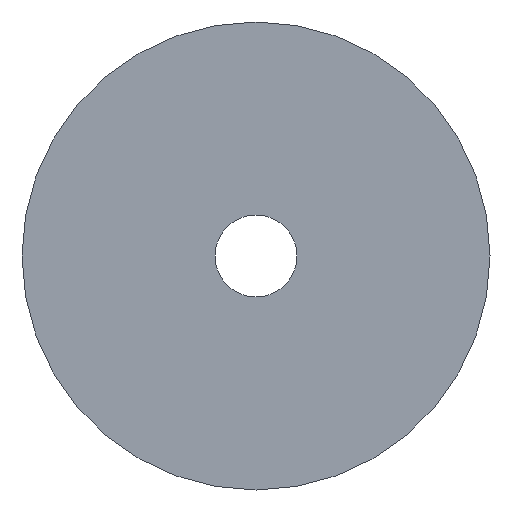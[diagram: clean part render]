
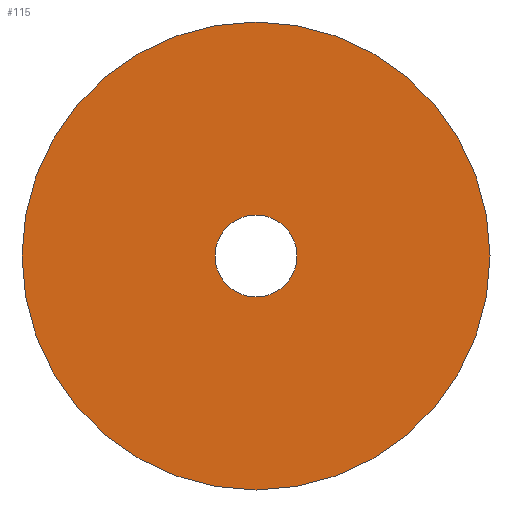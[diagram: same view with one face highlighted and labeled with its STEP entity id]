
A CAD part, front view. The second image highlights one B-rep face of the part: STEP entity #115.
In plain terms, the highlighted planar face has unit normal (0, -1, 0).
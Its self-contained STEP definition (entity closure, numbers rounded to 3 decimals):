
#2 = AXIS2_PLACEMENT_3D ( 'NONE', #164, #221, #47 ) ;
#6 = DIRECTION ( 'NONE',  ( 0., 1., 0. ) ) ;
#7 = CIRCLE ( 'NONE', #48, 17.5 ) ;
#9 = CARTESIAN_POINT ( 'NONE',  ( 0., 0., 0. ) ) ;
#15 = DIRECTION ( 'NONE',  ( 0., 0., 1. ) ) ;
#24 = DIRECTION ( 'NONE',  ( 0., 1., 0. ) ) ;
#30 = EDGE_CURVE ( 'NONE', #227, #171, #233, .T. ) ;
#31 = DIRECTION ( 'NONE',  ( 0., 1., 0. ) ) ;
#47 = DIRECTION ( 'NONE',  ( 0., 0., 1. ) ) ;
#48 = AXIS2_PLACEMENT_3D ( 'NONE', #198, #123, #215 ) ;
#50 = CARTESIAN_POINT ( 'NONE',  ( 0., 0., 17.5 ) ) ;
#68 = CARTESIAN_POINT ( 'NONE',  ( 0., 0., 0. ) ) ;
#86 = CIRCLE ( 'NONE', #223, 100. ) ;
#90 = FACE_BOUND ( 'NONE', #225, .T. ) ;
#94 = ORIENTED_EDGE ( 'NONE', *, *, #102, .F. ) ;
#95 = ORIENTED_EDGE ( 'NONE', *, *, #172, .T. ) ;
#97 = VERTEX_POINT ( 'NONE', #50 ) ;
#102 = EDGE_CURVE ( 'NONE', #171, #227, #86, .T. ) ;
#109 = DIRECTION ( 'NONE',  ( 0., 0., 1. ) ) ;
#115 = ADVANCED_FACE ( 'NONE', ( #202, #90 ), #238, .F. ) ;
#117 = AXIS2_PLACEMENT_3D ( 'NONE', #68, #24, #148 ) ;
#121 = EDGE_CURVE ( 'NONE', #174, #97, #147, .T. ) ;
#123 = DIRECTION ( 'NONE',  ( 0., 1., 0. ) ) ;
#147 = CIRCLE ( 'NONE', #2, 17.5 ) ;
#148 = DIRECTION ( 'NONE',  ( 0., 0., 1. ) ) ;
#153 = ORIENTED_EDGE ( 'NONE', *, *, #30, .F. ) ;
#162 = CARTESIAN_POINT ( 'NONE',  ( 0., 0., -17.5 ) ) ;
#164 = CARTESIAN_POINT ( 'NONE',  ( 0., 0., 0. ) ) ;
#171 = VERTEX_POINT ( 'NONE', #186 ) ;
#172 = EDGE_CURVE ( 'NONE', #97, #174, #7, .T. ) ;
#174 = VERTEX_POINT ( 'NONE', #162 ) ;
#186 = CARTESIAN_POINT ( 'NONE',  ( 0., 0., 100. ) ) ;
#189 = EDGE_LOOP ( 'NONE', ( #153, #94 ) ) ;
#193 = ORIENTED_EDGE ( 'NONE', *, *, #121, .T. ) ;
#198 = CARTESIAN_POINT ( 'NONE',  ( 0., 0., 0. ) ) ;
#202 = FACE_OUTER_BOUND ( 'NONE', #189, .T. ) ;
#209 = CARTESIAN_POINT ( 'NONE',  ( 0., 0., 0. ) ) ;
#215 = DIRECTION ( 'NONE',  ( 0., 0., 1. ) ) ;
#216 = CARTESIAN_POINT ( 'NONE',  ( 0., 0., -100. ) ) ;
#221 = DIRECTION ( 'NONE',  ( 0., 1., 0. ) ) ;
#223 = AXIS2_PLACEMENT_3D ( 'NONE', #9, #6, #109 ) ;
#225 = EDGE_LOOP ( 'NONE', ( #193, #95 ) ) ;
#227 = VERTEX_POINT ( 'NONE', #216 ) ;
#231 = AXIS2_PLACEMENT_3D ( 'NONE', #209, #31, #15 ) ;
#233 = CIRCLE ( 'NONE', #231, 100. ) ;
#238 = PLANE ( 'NONE',  #117 ) ;
